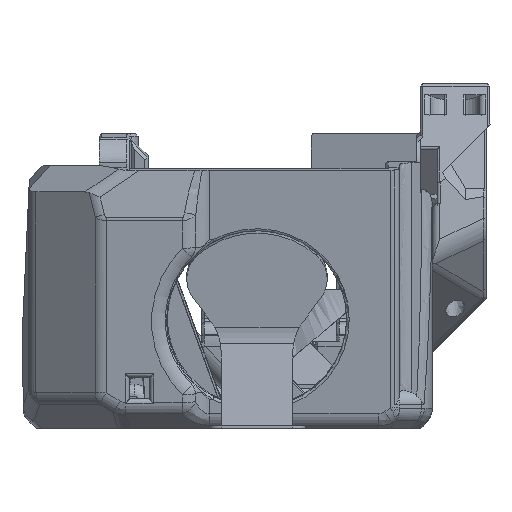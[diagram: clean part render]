
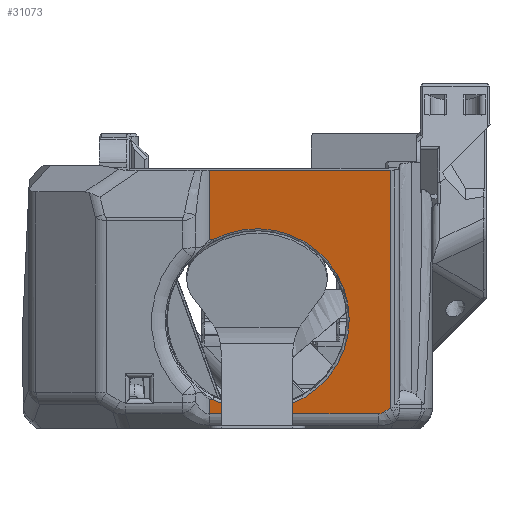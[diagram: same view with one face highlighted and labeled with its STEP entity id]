
A CAD part, left-side view. The second image highlights one B-rep face of the part: STEP entity #31073.
In plain terms, the highlighted planar face has unit normal (-0.985, 0, -0.174).
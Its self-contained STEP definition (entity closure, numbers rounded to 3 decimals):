
#322=CIRCLE('',#32601,14.4);
#2203=B_SPLINE_CURVE_WITH_KNOTS('',3,(#54347,#54348,#54349,#54350),
 .UNSPECIFIED.,.F.,.F.,(4,4),(0.001,0.001),
 .UNSPECIFIED.);
#2225=B_SPLINE_CURVE_WITH_KNOTS('',3,(#54893,#54894,#54895,#54896),
 .UNSPECIFIED.,.F.,.F.,(4,4),(0.001,0.001),
 .UNSPECIFIED.);
#2739=ELLIPSE('',#33385,3.203,2.);
#7265=ORIENTED_EDGE('',*,*,#14802,.T.);
#7266=ORIENTED_EDGE('',*,*,#13422,.T.);
#7267=ORIENTED_EDGE('',*,*,#14997,.T.);
#7268=ORIENTED_EDGE('',*,*,#14998,.T.);
#7269=ORIENTED_EDGE('',*,*,#14999,.T.);
#7270=ORIENTED_EDGE('',*,*,#15000,.F.);
#7271=ORIENTED_EDGE('',*,*,#15001,.F.);
#7272=ORIENTED_EDGE('',*,*,#15002,.F.);
#7273=ORIENTED_EDGE('',*,*,#14785,.F.);
#7274=ORIENTED_EDGE('',*,*,#14800,.T.);
#13422=EDGE_CURVE('',#17871,#17872,#322,.T.);
#14785=EDGE_CURVE('',#18803,#18804,#21375,.T.);
#14800=EDGE_CURVE('',#18803,#18813,#21383,.F.);
#14802=EDGE_CURVE('',#18813,#17871,#2203,.F.);
#14997=EDGE_CURVE('',#17872,#18939,#2225,.T.);
#14998=EDGE_CURVE('',#18939,#18940,#21499,.F.);
#14999=EDGE_CURVE('',#18940,#18941,#21500,.T.);
#15000=EDGE_CURVE('',#18942,#18941,#2739,.F.);
#15001=EDGE_CURVE('',#18943,#18942,#21501,.T.);
#15002=EDGE_CURVE('',#18804,#18943,#21502,.F.);
#17871=VERTEX_POINT('',#47543);
#17872=VERTEX_POINT('',#47544);
#18803=VERTEX_POINT('',#54281);
#18804=VERTEX_POINT('',#54283);
#18813=VERTEX_POINT('',#54319);
#18939=VERTEX_POINT('',#54897);
#18940=VERTEX_POINT('',#54899);
#18941=VERTEX_POINT('',#54901);
#18942=VERTEX_POINT('',#54903);
#18943=VERTEX_POINT('',#54905);
#21375=LINE('',#54282,#24000);
#21383=LINE('',#54320,#24008);
#21499=LINE('',#54898,#24124);
#21500=LINE('',#54900,#24125);
#21501=LINE('',#54904,#24126);
#21502=LINE('',#54906,#24127);
#24000=VECTOR('',#38287,1000.);
#24008=VECTOR('',#38313,1000.);
#24124=VECTOR('',#38649,1000.);
#24125=VECTOR('',#38650,1000.);
#24126=VECTOR('',#38653,1000.);
#24127=VECTOR('',#38654,1000.);
#26368=EDGE_LOOP('',(#7265,#7266,#7267,#7268,#7269,#7270,#7271,#7272,#7273,
#7274));
#28290=FACE_BOUND('',#26368,.T.);
#29716=PLANE('',#33384);
#31073=ADVANCED_FACE('',(#28290),#29716,.F.);
#32601=AXIS2_PLACEMENT_3D('',#47542,#36286,#36287);
#33384=AXIS2_PLACEMENT_3D('',#54892,#38647,#38648);
#33385=AXIS2_PLACEMENT_3D('',#54902,#38651,#38652);
#36286=DIRECTION('',(0.985,0.,0.174));
#36287=DIRECTION('',(0.174,0.,-0.985));
#38287=DIRECTION('',(0.,-1.,0.));
#38313=DIRECTION('',(-0.174,0.,0.985));
#38647=DIRECTION('',(0.985,0.,0.174));
#38648=DIRECTION('',(-0.174,0.,0.985));
#38649=DIRECTION('',(-0.174,0.,0.985));
#38650=DIRECTION('',(0.,-1.,0.));
#38651=DIRECTION('',(-0.985,0.,-0.174));
#38652=DIRECTION('',(-0.165,-0.304,0.938));
#38653=DIRECTION('',(0.097,0.829,-0.551));
#38654=DIRECTION('',(-0.174,0.,0.985));
#47542=CARTESIAN_POINT('',(-30.458,4.853,16.973));
#47543=CARTESIAN_POINT('',(-32.651,11.767,29.413));
#47544=CARTESIAN_POINT('',(-28.264,11.767,4.533));
#54281=CARTESIAN_POINT('',(-34.572,12.27,40.304));
#54282=CARTESIAN_POINT('',(-34.572,24.853,40.304));
#54283=CARTESIAN_POINT('',(-34.572,-16.002,40.304));
#54319=CARTESIAN_POINT('',(-32.66,12.27,29.463));
#54320=CARTESIAN_POINT('',(-31.185,12.27,21.099));
#54347=CARTESIAN_POINT('',(-32.651,11.767,29.413));
#54348=CARTESIAN_POINT('',(-32.654,11.935,29.425));
#54349=CARTESIAN_POINT('',(-32.657,12.103,29.442));
#54350=CARTESIAN_POINT('',(-32.66,12.27,29.463));
#54892=CARTESIAN_POINT('',(-31.185,24.853,21.099));
#54893=CARTESIAN_POINT('',(-28.264,11.767,4.533));
#54894=CARTESIAN_POINT('',(-28.262,11.935,4.52));
#54895=CARTESIAN_POINT('',(-28.259,12.103,4.503));
#54896=CARTESIAN_POINT('',(-28.255,12.27,4.482));
#54897=CARTESIAN_POINT('',(-28.255,12.27,4.482));
#54898=CARTESIAN_POINT('',(-31.185,12.27,21.099));
#54899=CARTESIAN_POINT('',(-27.864,12.27,2.262));
#54900=CARTESIAN_POINT('',(-27.864,-14.655,2.262));
#54901=CARTESIAN_POINT('',(-27.864,-14.07,2.262));
#54902=CARTESIAN_POINT('',(-28.404,-14.652,5.326));
#54903=CARTESIAN_POINT('',(-27.923,-15.07,2.597));
#54904=CARTESIAN_POINT('',(-27.821,-14.199,2.018));
#54905=CARTESIAN_POINT('',(-28.032,-16.002,3.216));
#54906=CARTESIAN_POINT('',(-7.663,-16.002,-112.301));
